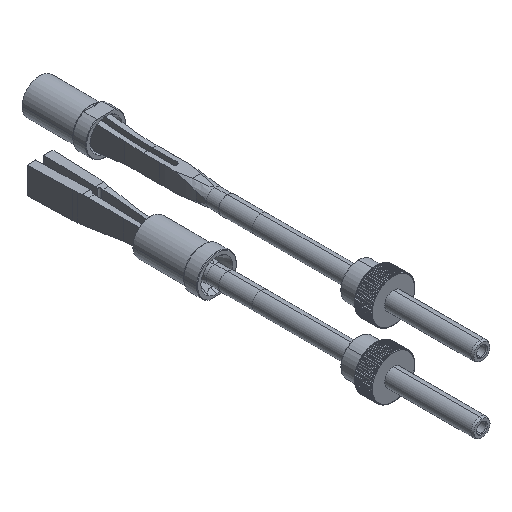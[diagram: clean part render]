
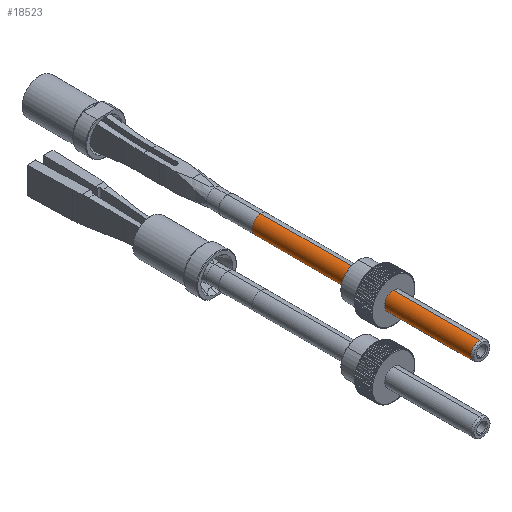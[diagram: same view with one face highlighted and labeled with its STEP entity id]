
A CAD part, isometric view. The second image highlights one B-rep face of the part: STEP entity #18523.
In plain terms, the highlighted cylindrical face has radius 4 mm (diameter 8 mm), a partial arc.
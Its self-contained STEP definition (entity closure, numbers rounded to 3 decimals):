
#732 = DIRECTION ( 'NONE',  ( 1., 0., 0. ) ) ;
#971 = VERTEX_POINT ( 'NONE', #27394 ) ;
#1023 = DIRECTION ( 'NONE',  ( 0., 0., -1. ) ) ;
#1681 = FACE_OUTER_BOUND ( 'NONE', #15788, .T. ) ;
#2279 = CARTESIAN_POINT ( 'NONE',  ( 1., 0., 0. ) ) ;
#2763 = DIRECTION ( 'NONE',  ( 1., 0., 0. ) ) ;
#2832 = CARTESIAN_POINT ( 'NONE',  ( 100., 0., 0. ) ) ;
#3882 = EDGE_CURVE ( 'NONE', #971, #19304, #8143, .T. ) ;
#6673 = DIRECTION ( 'NONE',  ( 1., 0., 0. ) ) ;
#7062 = DIRECTION ( 'NONE',  ( 0., 0., -1. ) ) ;
#8113 = CARTESIAN_POINT ( 'NONE',  ( 100., 0., -4. ) ) ;
#8143 = LINE ( 'NONE', #16090, #27870 ) ;
#10790 = AXIS2_PLACEMENT_3D ( 'NONE', #22511, #732, #1023 ) ;
#11551 = CARTESIAN_POINT ( 'NONE',  ( 1., 0., 4. ) ) ;
#11668 = CIRCLE ( 'NONE', #22909, 4. ) ;
#13168 = CARTESIAN_POINT ( 'NONE',  ( 100., 0., 4. ) ) ;
#14508 = VERTEX_POINT ( 'NONE', #13168 ) ;
#14944 = ORIENTED_EDGE ( 'NONE', *, *, #25020, .T. ) ;
#14978 = CYLINDRICAL_SURFACE ( 'NONE', #10790, 4. ) ;
#15788 = EDGE_LOOP ( 'NONE', ( #18987, #14944, #17534, #25678 ) ) ;
#16090 = CARTESIAN_POINT ( 'NONE',  ( 0., 0., -4. ) ) ;
#16986 = LINE ( 'NONE', #20563, #28247 ) ;
#17534 = ORIENTED_EDGE ( 'NONE', *, *, #27512, .T. ) ;
#17786 = DIRECTION ( 'NONE',  ( 0., 0., -1. ) ) ;
#18523 = ADVANCED_FACE ( 'NONE', ( #1681 ), #14978, .T. ) ;
#18987 = ORIENTED_EDGE ( 'NONE', *, *, #20799, .T. ) ;
#19304 = VERTEX_POINT ( 'NONE', #8113 ) ;
#20563 = CARTESIAN_POINT ( 'NONE',  ( 0., 0., 4. ) ) ;
#20799 = EDGE_CURVE ( 'NONE', #971, #23839, #22001, .T. ) ;
#22001 = CIRCLE ( 'NONE', #22519, 4. ) ;
#22511 = CARTESIAN_POINT ( 'NONE',  ( 0., 0., 0. ) ) ;
#22519 = AXIS2_PLACEMENT_3D ( 'NONE', #2279, #6673, #7062 ) ;
#22909 = AXIS2_PLACEMENT_3D ( 'NONE', #2832, #26604, #17786 ) ;
#23839 = VERTEX_POINT ( 'NONE', #11551 ) ;
#25020 = EDGE_CURVE ( 'NONE', #23839, #14508, #16986, .T. ) ;
#25094 = DIRECTION ( 'NONE',  ( 1., 0., 0. ) ) ;
#25678 = ORIENTED_EDGE ( 'NONE', *, *, #3882, .F. ) ;
#26604 = DIRECTION ( 'NONE',  ( -1., 0., 0. ) ) ;
#27394 = CARTESIAN_POINT ( 'NONE',  ( 1., 0., -4. ) ) ;
#27512 = EDGE_CURVE ( 'NONE', #14508, #19304, #11668, .T. ) ;
#27870 = VECTOR ( 'NONE', #2763, 1000. ) ;
#28247 = VECTOR ( 'NONE', #25094, 1000. ) ;
